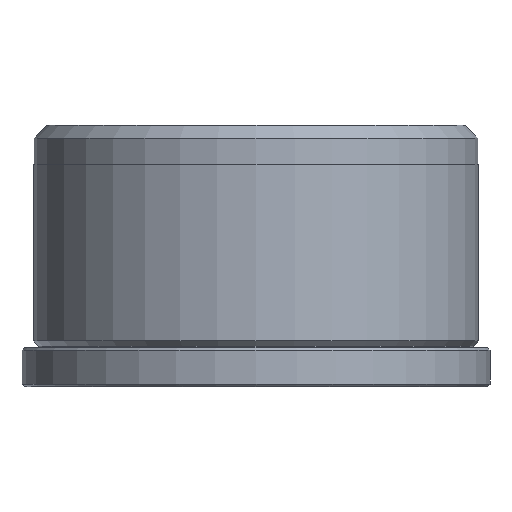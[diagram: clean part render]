
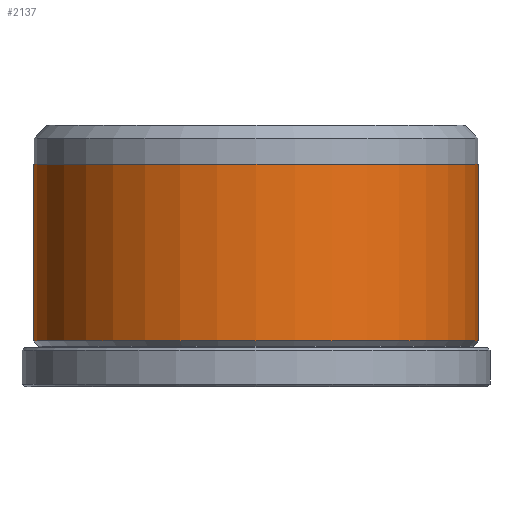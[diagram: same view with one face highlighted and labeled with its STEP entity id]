
A CAD part, front view. The second image highlights one B-rep face of the part: STEP entity #2137.
In plain terms, the highlighted cylindrical face has radius 17 mm (diameter 34 mm), a partial arc.
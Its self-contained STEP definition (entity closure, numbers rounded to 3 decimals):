
#84 = DIRECTION ( 'NONE',  ( -1., 0., 0. ) ) ;
#134 = DIRECTION ( 'NONE',  ( 0., 0., 1. ) ) ;
#177 = CARTESIAN_POINT ( 'NONE',  ( 0., 0., 17. ) ) ;
#187 = CYLINDRICAL_SURFACE ( 'NONE', #1563, 17. ) ;
#188 = DIRECTION ( 'NONE',  ( 1., 0., 0. ) ) ;
#205 = FACE_OUTER_BOUND ( 'NONE', #1350, .T. ) ;
#417 = LINE ( 'NONE', #781, #418 ) ;
#418 = VECTOR ( 'NONE', #762, 1000. ) ;
#420 = VECTOR ( 'NONE', #731, 1000. ) ;
#429 = ORIENTED_EDGE ( 'NONE', *, *, #1770, .F. ) ;
#430 = LINE ( 'NONE', #649, #420 ) ;
#444 = CIRCLE ( 'NONE', #2476, 17. ) ;
#484 = CIRCLE ( 'NONE', #1792, 17. ) ;
#649 = CARTESIAN_POINT ( 'NONE',  ( -17., 0., 20. ) ) ;
#731 = DIRECTION ( 'NONE',  ( 0., 0., -1. ) ) ;
#762 = DIRECTION ( 'NONE',  ( 0., 0., -1. ) ) ;
#781 = CARTESIAN_POINT ( 'NONE',  ( 17., 0., 20. ) ) ;
#896 = DIRECTION ( 'NONE',  ( -1., 0., 0. ) ) ;
#984 = CARTESIAN_POINT ( 'NONE',  ( 0., 0., 3.5 ) ) ;
#1049 = DIRECTION ( 'NONE',  ( 0., 0., -1. ) ) ;
#1214 = CARTESIAN_POINT ( 'NONE',  ( 17., 0., 3.5 ) ) ;
#1232 = VERTEX_POINT ( 'NONE', #1214 ) ;
#1350 = EDGE_LOOP ( 'NONE', ( #429, #1831, #1760, #2185 ) ) ;
#1380 = VERTEX_POINT ( 'NONE', #1646 ) ;
#1451 = VERTEX_POINT ( 'NONE', #1783 ) ;
#1563 = AXIS2_PLACEMENT_3D ( 'NONE', #2328, #2430, #84 ) ;
#1613 = EDGE_CURVE ( 'NONE', #1451, #1380, #484, .T. ) ;
#1646 = CARTESIAN_POINT ( 'NONE',  ( 17., 0., 17. ) ) ;
#1715 = EDGE_CURVE ( 'NONE', #1232, #1992, #444, .T. ) ;
#1758 = EDGE_CURVE ( 'NONE', #1451, #1992, #430, .T. ) ;
#1760 = ORIENTED_EDGE ( 'NONE', *, *, #1758, .T. ) ;
#1770 = EDGE_CURVE ( 'NONE', #1380, #1232, #417, .T. ) ;
#1783 = CARTESIAN_POINT ( 'NONE',  ( -17., 0., 17. ) ) ;
#1792 = AXIS2_PLACEMENT_3D ( 'NONE', #177, #134, #188 ) ;
#1831 = ORIENTED_EDGE ( 'NONE', *, *, #1613, .F. ) ;
#1992 = VERTEX_POINT ( 'NONE', #2205 ) ;
#2137 = ADVANCED_FACE ( 'NONE', ( #205 ), #187, .T. ) ;
#2185 = ORIENTED_EDGE ( 'NONE', *, *, #1715, .F. ) ;
#2205 = CARTESIAN_POINT ( 'NONE',  ( -17., 0., 3.5 ) ) ;
#2328 = CARTESIAN_POINT ( 'NONE',  ( 0., 0., 20. ) ) ;
#2430 = DIRECTION ( 'NONE',  ( 0., 0., -1. ) ) ;
#2476 = AXIS2_PLACEMENT_3D ( 'NONE', #984, #1049, #896 ) ;
